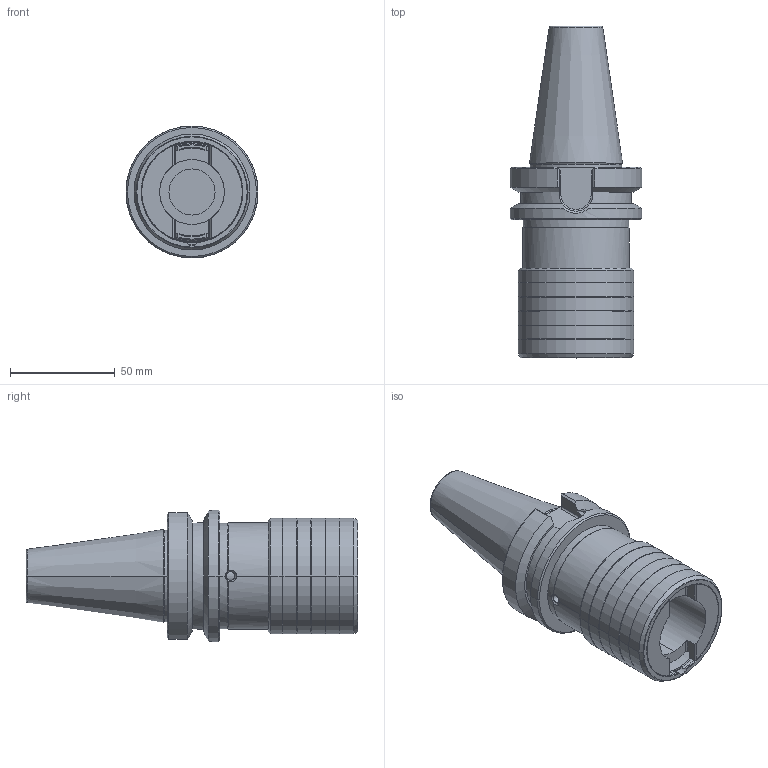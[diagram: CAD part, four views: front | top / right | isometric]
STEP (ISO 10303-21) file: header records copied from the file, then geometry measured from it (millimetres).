
FILE_DESCRIPTION((''),'2;1');
FILE_NAME('32600-40BT_SW0001','2018-03-30T',('046'),(''),'CREO PARAMETRIC BY PTC INC, 2016050','CREO PARAMETRIC BY PTC INC, 2016050','');
FILE_SCHEMA(('CONFIG_CONTROL_DESIGN'));
Length unit declared in the file: millimetre
Products named in the file (1): 32600-40BT_SW0001
Bounding box: 63 x 158.4 x 63 mm (x, y, z)
Volume: 201273.5 mm3; surface area: 59321.8 mm2
Topology: 1 solids, 2 shells, 302 faces, 748 edges, 451 vertices
Faces by surface type: cylinder 112, plane 67, cone 65, torus 33, bspline 13, sphere 12
Entity records: 10575 total; most frequent: CARTESIAN_POINT 3485, ORIENTED_EDGE 1492, DIRECTION 1476, EDGE_CURVE 746, AXIS2_PLACEMENT_3D 595, VERTEX_POINT 451, EDGE_LOOP 323, CIRCLE 306
